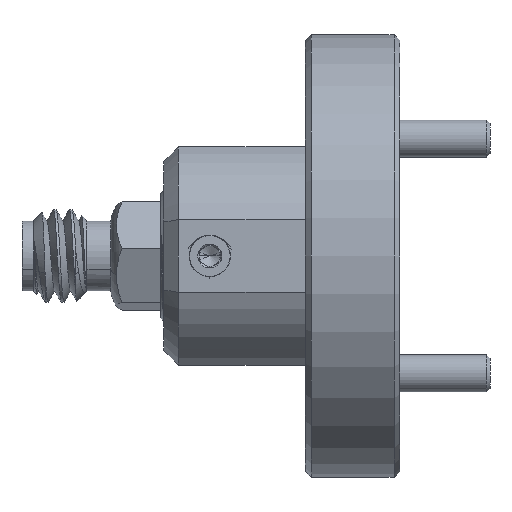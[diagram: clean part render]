
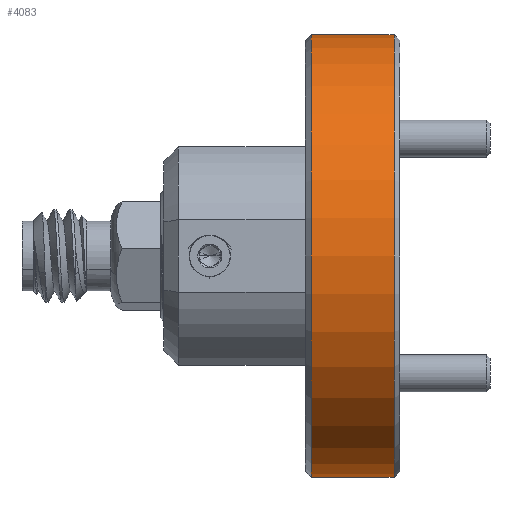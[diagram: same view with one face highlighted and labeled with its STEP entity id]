
A CAD part, front view. The second image highlights one B-rep face of the part: STEP entity #4083.
In plain terms, the highlighted cylindrical face has radius 9.525 mm (diameter 19.05 mm), a partial arc.
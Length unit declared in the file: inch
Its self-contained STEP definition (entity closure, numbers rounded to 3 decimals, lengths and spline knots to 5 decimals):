
#580 = DIRECTION ( 'NONE',  ( -1., 0., 0. ) ) ;
#1098 = CARTESIAN_POINT ( 'NONE',  ( 0., 0., -0.375 ) ) ;
#1399 = CARTESIAN_POINT ( 'NONE',  ( -0.01, 0., -0.375 ) ) ;
#1777 = FACE_OUTER_BOUND ( 'NONE', #4241, .T. ) ;
#2442 = CARTESIAN_POINT ( 'NONE',  ( -0.01, 0., 0.375 ) ) ;
#2634 = ORIENTED_EDGE ( 'NONE', *, *, #4195, .T. ) ;
#2735 = VERTEX_POINT ( 'NONE', #4950 ) ;
#2767 = LINE ( 'NONE', #6115, #8055 ) ;
#2777 = DIRECTION ( 'NONE',  ( 0., 0., 1. ) ) ;
#3144 = CYLINDRICAL_SURFACE ( 'NONE', #8531, 0.375 ) ;
#3588 = AXIS2_PLACEMENT_3D ( 'NONE', #7536, #4858, #2777 ) ;
#3711 = CARTESIAN_POINT ( 'NONE',  ( -0.15, 0., -0.375 ) ) ;
#3740 = VERTEX_POINT ( 'NONE', #2442 ) ;
#3773 = AXIS2_PLACEMENT_3D ( 'NONE', #8375, #580, #4215 ) ;
#4083 = ADVANCED_FACE ( 'NONE', ( #1777 ), #3144, .T. ) ;
#4195 = EDGE_CURVE ( 'NONE', #2735, #5291, #7485, .T. ) ;
#4215 = DIRECTION ( 'NONE',  ( 0., 0., -1. ) ) ;
#4241 = EDGE_LOOP ( 'NONE', ( #6977, #2634, #5220, #6748 ) ) ;
#4657 = EDGE_CURVE ( 'NONE', #2735, #3740, #2767, .T. ) ;
#4668 = VERTEX_POINT ( 'NONE', #1399 ) ;
#4858 = DIRECTION ( 'NONE',  ( 1., 0., 0. ) ) ;
#4950 = CARTESIAN_POINT ( 'NONE',  ( -0.15, 0., 0.375 ) ) ;
#5220 = ORIENTED_EDGE ( 'NONE', *, *, #8053, .T. ) ;
#5291 = VERTEX_POINT ( 'NONE', #3711 ) ;
#5908 = DIRECTION ( 'NONE',  ( 1., 0., 0. ) ) ;
#6115 = CARTESIAN_POINT ( 'NONE',  ( 0., 0., 0.375 ) ) ;
#6637 = DIRECTION ( 'NONE',  ( 0., 0., -1. ) ) ;
#6748 = ORIENTED_EDGE ( 'NONE', *, *, #8576, .T. ) ;
#6954 = CIRCLE ( 'NONE', #3773, 0.375 ) ;
#6977 = ORIENTED_EDGE ( 'NONE', *, *, #4657, .F. ) ;
#7485 = CIRCLE ( 'NONE', #3588, 0.375 ) ;
#7536 = CARTESIAN_POINT ( 'NONE',  ( -0.15, 0., 0. ) ) ;
#7916 = DIRECTION ( 'NONE',  ( 1., 0., 0. ) ) ;
#8001 = LINE ( 'NONE', #1098, #8688 ) ;
#8053 = EDGE_CURVE ( 'NONE', #5291, #4668, #8001, .T. ) ;
#8055 = VECTOR ( 'NONE', #8882, 39.37008 ) ;
#8122 = CARTESIAN_POINT ( 'NONE',  ( 0., 0., 0. ) ) ;
#8375 = CARTESIAN_POINT ( 'NONE',  ( -0.01, 0., 0. ) ) ;
#8531 = AXIS2_PLACEMENT_3D ( 'NONE', #8122, #5908, #6637 ) ;
#8576 = EDGE_CURVE ( 'NONE', #4668, #3740, #6954, .T. ) ;
#8688 = VECTOR ( 'NONE', #7916, 39.37008 ) ;
#8882 = DIRECTION ( 'NONE',  ( 1., 0., 0. ) ) ;
